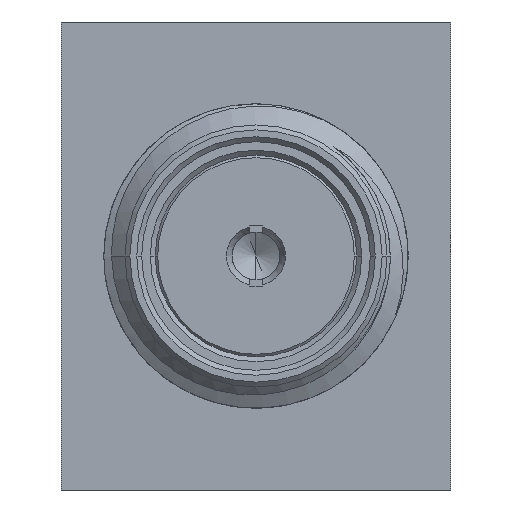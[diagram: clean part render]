
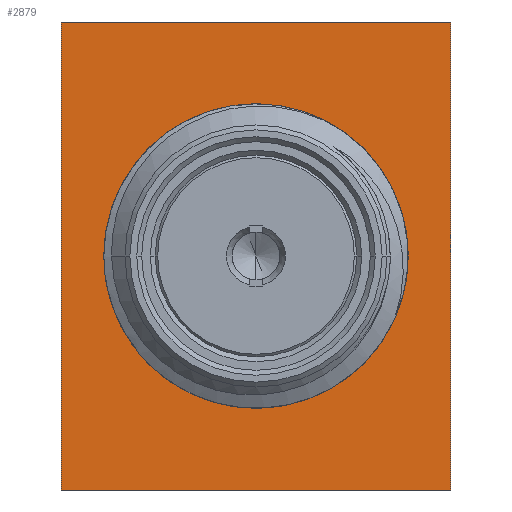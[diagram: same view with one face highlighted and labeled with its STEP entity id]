
A CAD part, left-side view. The second image highlights one B-rep face of the part: STEP entity #2879.
In plain terms, the highlighted planar face has unit normal (-1, 0, 0).
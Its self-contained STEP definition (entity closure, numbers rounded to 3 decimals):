
#259=DIRECTION('',(0.,0.,-1.));
#260=VECTOR('',#259,9.52);
#261=CARTESIAN_POINT('',(-1.27,3.96,4.76));
#262=LINE('',#261,#260);
#263=DIRECTION('',(0.,1.,0.));
#264=VECTOR('',#263,7.92);
#265=CARTESIAN_POINT('',(-1.27,-3.96,4.76));
#266=LINE('',#265,#264);
#267=DIRECTION('',(0.,0.,1.));
#268=VECTOR('',#267,9.52);
#269=CARTESIAN_POINT('',(-1.27,-3.96,-4.76));
#270=LINE('',#269,#268);
#271=DIRECTION('',(0.,-1.,0.));
#272=VECTOR('',#271,7.92);
#273=CARTESIAN_POINT('',(-1.27,3.96,-4.76));
#274=LINE('',#273,#272);
#279=CARTESIAN_POINT('',(-1.27,0.,0.));
#280=DIRECTION('',(1.,0.,0.));
#281=DIRECTION('',(0.,1.,0.));
#282=AXIS2_PLACEMENT_3D('',#279,#280,#281);
#288=CARTESIAN_POINT('',(-1.27,0.,0.));
#289=DIRECTION('',(-1.,0.,0.));
#290=DIRECTION('',(0.,1.,0.));
#291=AXIS2_PLACEMENT_3D('',#288,#289,#290);
#2200=CARTESIAN_POINT('',(-1.27,2.665,0.));
#2202=VERTEX_POINT('',#2200);
#2204=CARTESIAN_POINT('',(-1.27,-2.665,0.));
#2206=VERTEX_POINT('',#2204);
#2220=CARTESIAN_POINT('',(-1.27,3.96,4.76));
#2221=CARTESIAN_POINT('',(-1.27,3.96,-4.76));
#2222=VERTEX_POINT('',#2220);
#2223=VERTEX_POINT('',#2221);
#2224=CARTESIAN_POINT('',(-1.27,-3.96,-4.76));
#2225=VERTEX_POINT('',#2224);
#2226=CARTESIAN_POINT('',(-1.27,-3.96,4.76));
#2227=VERTEX_POINT('',#2226);
#2862=CARTESIAN_POINT('',(-1.27,0.,0.));
#2863=DIRECTION('',(-1.,0.,0.));
#2864=DIRECTION('',(0.,1.,0.));
#2865=AXIS2_PLACEMENT_3D('',#2862,#2863,#2864);
#2866=PLANE('',#2865);
#2867=ORIENTED_EDGE('',*,*,#2686,.F.);
#2868=ORIENTED_EDGE('',*,*,#2710,.F.);
#2869=ORIENTED_EDGE('',*,*,#2845,.F.);
#2870=ORIENTED_EDGE('',*,*,#2602,.F.);
#2871=EDGE_LOOP('',(#2867,#2868,#2869,#2870));
#2872=FACE_OUTER_BOUND('',#2871,.F.);
#2874=ORIENTED_EDGE('',*,*,#2873,.F.);
#2876=ORIENTED_EDGE('',*,*,#2875,.T.);
#2877=EDGE_LOOP('',(#2874,#2876));
#2878=FACE_BOUND('',#2877,.F.);
#2879=ADVANCED_FACE('',(#2872,#2878),#2866,.T.);
#283=CIRCLE('',#282,2.665);
#292=CIRCLE('',#291,2.665);
#2602=EDGE_CURVE('',#2223,#2225,#274,.T.);
#2686=EDGE_CURVE('',#2222,#2223,#262,.T.);
#2710=EDGE_CURVE('',#2227,#2222,#266,.T.);
#2845=EDGE_CURVE('',#2225,#2227,#270,.T.);
#2873=EDGE_CURVE('',#2202,#2206,#283,.T.);
#2875=EDGE_CURVE('',#2202,#2206,#292,.T.);
